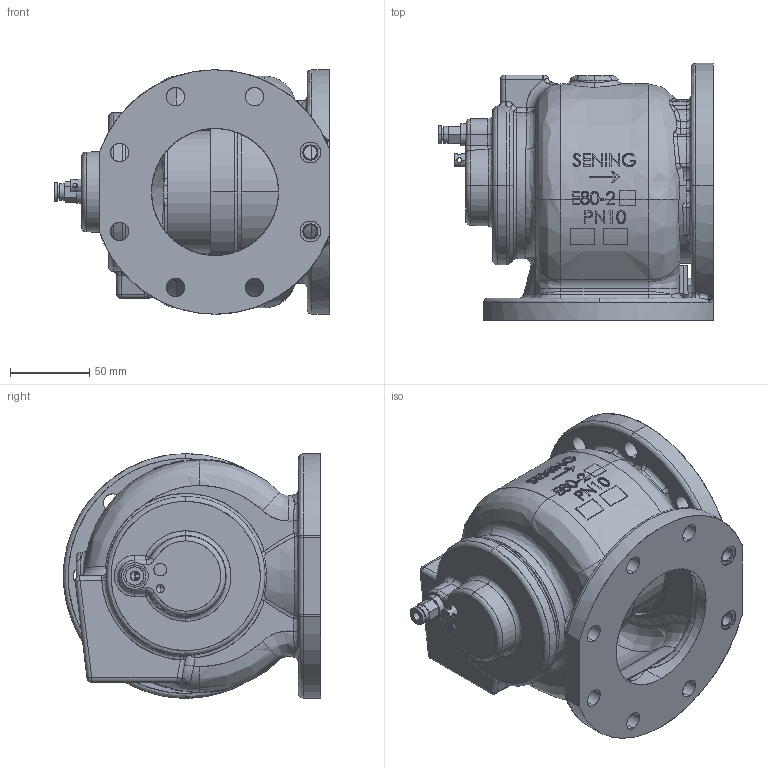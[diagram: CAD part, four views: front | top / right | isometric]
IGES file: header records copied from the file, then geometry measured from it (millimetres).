
Start section: SolidWorks IGES file using analytic representation for surfaces
Global section: file name: E80-2_16855.IGS; native system: SolidWorks 2010; preprocessor: SolidWorks 2010; author: LarsenR; date: 140522.130819; units: millimetre
Bounding box: 173 x 162 x 154 mm (x, y, z)
Surface area: 233132.6 mm2 (no closed solid volume)
Topology: 0 solids, 0 shells, 1019 faces, 15956 edges, 15931 vertices
Faces by surface type: bspline 671, revolution 348
